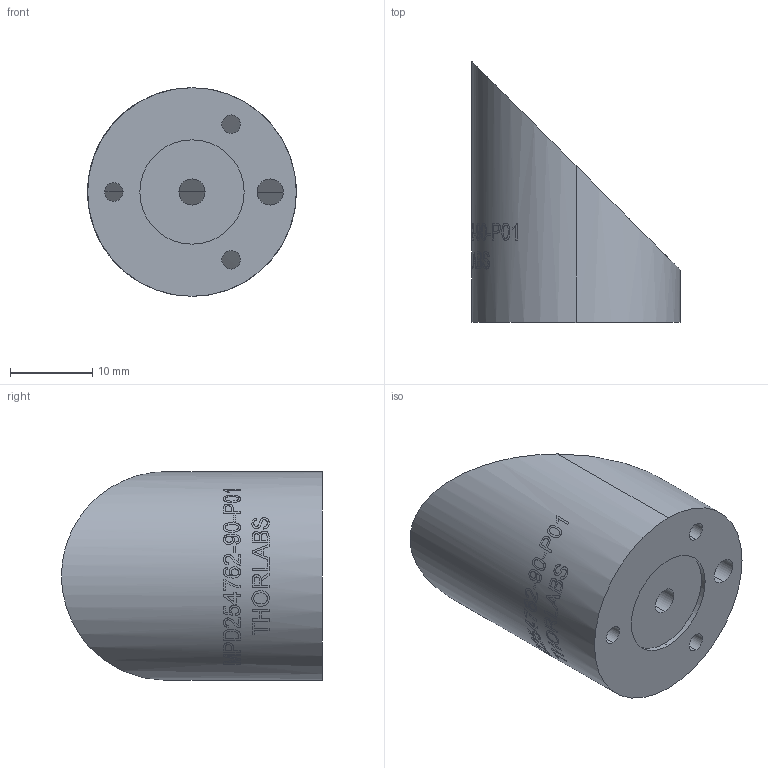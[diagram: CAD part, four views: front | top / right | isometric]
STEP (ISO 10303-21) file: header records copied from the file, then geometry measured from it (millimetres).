
FILE_DESCRIPTION (( 'STEP AP214' ), '1' );
FILE_NAME ('22879-E0W.STEP', '2011-09-13T18:57:10', ( 'Admin' ), ( '' ), 'SwSTEP 2.0', 'SolidWorks 2011', '' );
FILE_SCHEMA (( 'AUTOMOTIVE_DESIGN' ));
Length unit declared in the file: millimetre
Products named in the file (1): 22879-E0W
Bounding box: 25.4 x 31.75 x 25.4 mm (x, y, z)
Surface area: 2933.8 mm2 (no closed solid volume)
Topology: 0 solids, 1 shells, 55 faces, 332 edges, 317 vertices
Faces by surface type: cylinder 51, bspline 2, plane 2
Entity records: 7450 total; most frequent: CARTESIAN_POINT 4297, ORIENTED_EDGE 654, DIRECTION 367, EDGE_CURVE 332, VERTEX_POINT 317, B_SPLINE_CURVE_WITH_KNOTS 171, AXIS2_PLACEMENT_3D 152, EDGE_LOOP 98
